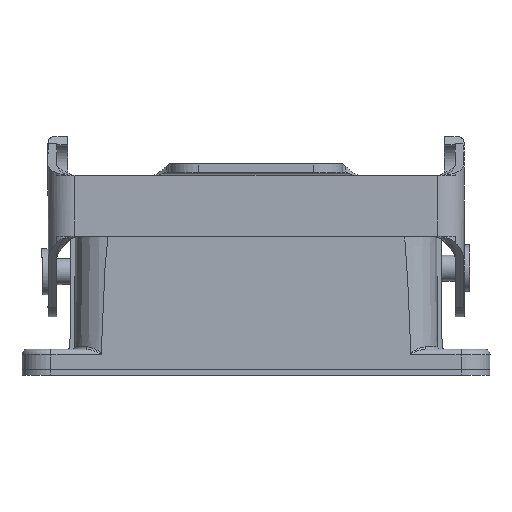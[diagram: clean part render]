
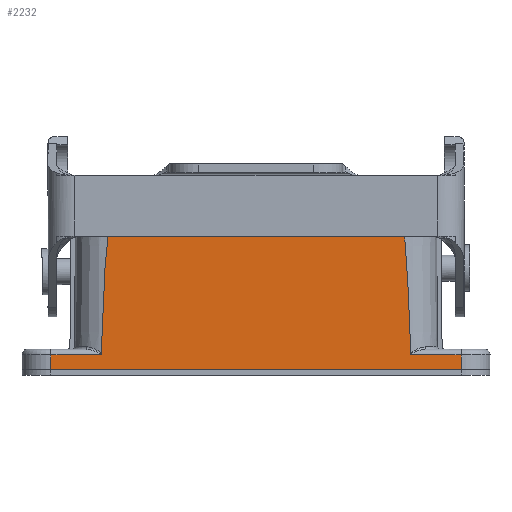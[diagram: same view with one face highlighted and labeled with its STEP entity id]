
A CAD part, front view. The second image highlights one B-rep face of the part: STEP entity #2232.
In plain terms, the highlighted planar face has unit normal (0, -1, 0).
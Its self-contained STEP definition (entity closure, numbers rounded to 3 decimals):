
#1640=B_SPLINE_CURVE_WITH_KNOTS('',3,(#8353,#8354,#8355,#8356),
 .UNSPECIFIED.,.F.,.F.,(4,4),(0.,1.),.UNSPECIFIED.);
#1642=B_SPLINE_CURVE_WITH_KNOTS('',3,(#8398,#8399,#8400,#8401,#8402,#8403,
#8404,#8405,#8406,#8407,#8408,#8409,#8410,#8411,#8412,#8413,#8414,#8415,
#8416,#8417,#8418,#8419,#8420,#8421,#8422,#8423,#8424,#8425,#8426,#8427,
#8428,#8429,#8430,#8431,#8432,#8433,#8434,#8435,#8436,#8437,#8438,#8439,
#8440,#8441,#8442,#8443,#8444,#8445,#8446),.UNSPECIFIED.,.F.,.F.,(4,3,3,
3,3,3,3,3,3,3,3,3,3,3,3,3,4),(0.,0.547,0.696,0.796,
0.863,0.908,0.938,0.958,
0.971,0.981,0.987,0.991,
0.994,0.997,0.998,0.999,
1.),.UNSPECIFIED.);
#1644=B_SPLINE_CURVE_WITH_KNOTS('',3,(#8480,#8481,#8482,#8483,#8484,#8485,
#8486,#8487,#8488,#8489,#8490,#8491,#8492,#8493,#8494,#8495),
 .UNSPECIFIED.,.F.,.F.,(4,2,2,2,2,2,2,4),(0.,0.016,0.031,
0.062,0.125,0.25,0.5,1.),.UNSPECIFIED.);
#1650=B_SPLINE_CURVE_WITH_KNOTS('',3,(#8681,#8682,#8683,#8684),
 .UNSPECIFIED.,.F.,.F.,(4,4),(0.,1.),.UNSPECIFIED.);
#2232=ADVANCED_FACE('',(#2564),#2412,.F.);
#2412=PLANE('',#6198);
#2564=FACE_OUTER_BOUND('',#2840,.T.);
#2840=EDGE_LOOP('',(#3611,#3612,#3613,#3614,#3615,#3616,#3617,#3618,#3619,
#3620));
#3611=ORIENTED_EDGE('',*,*,#4935,.F.);
#3612=ORIENTED_EDGE('',*,*,#4989,.F.);
#3613=ORIENTED_EDGE('',*,*,#4926,.F.);
#3614=ORIENTED_EDGE('',*,*,#4924,.F.);
#3615=ORIENTED_EDGE('',*,*,#4885,.F.);
#3616=ORIENTED_EDGE('',*,*,#4990,.F.);
#3617=ORIENTED_EDGE('',*,*,#4755,.F.);
#3618=ORIENTED_EDGE('',*,*,#4970,.T.);
#3619=ORIENTED_EDGE('',*,*,#4975,.F.);
#3620=ORIENTED_EDGE('',*,*,#4988,.F.);
#4322=VERTEX_POINT('',#7877);
#4323=VERTEX_POINT('',#7879);
#4396=VERTEX_POINT('',#8214);
#4399=VERTEX_POINT('',#8219);
#4426=VERTEX_POINT('',#8357);
#4427=VERTEX_POINT('',#8447);
#4435=VERTEX_POINT('',#8479);
#4436=VERTEX_POINT('',#8496);
#4457=VERTEX_POINT('',#8627);
#4460=VERTEX_POINT('',#8655);
#4755=EDGE_CURVE('',#4322,#4323,#5332,.T.);
#4885=EDGE_CURVE('',#4399,#4396,#5408,.T.);
#4924=EDGE_CURVE('',#4396,#4426,#1640,.T.);
#4926=EDGE_CURVE('',#4426,#4427,#1642,.T.);
#4935=EDGE_CURVE('',#4435,#4436,#1644,.T.);
#4970=EDGE_CURVE('',#4322,#4457,#5451,.T.);
#4975=EDGE_CURVE('',#4460,#4457,#5452,.T.);
#4988=EDGE_CURVE('',#4436,#4460,#1650,.T.);
#4989=EDGE_CURVE('',#4427,#4435,#5458,.T.);
#4990=EDGE_CURVE('',#4323,#4399,#5459,.T.);
#5332=LINE('',#7878,#5669);
#5408=LINE('',#8220,#5745);
#5451=LINE('',#8626,#5788);
#5452=LINE('',#8656,#5789);
#5458=LINE('',#8715,#5795);
#5459=LINE('',#8716,#5796);
#5669=VECTOR('',#6612,1.);
#5745=VECTOR('',#6902,1.);
#5788=VECTOR('',#7061,1.);
#5789=VECTOR('',#7072,1.);
#5795=VECTOR('',#7106,1.);
#5796=VECTOR('',#7107,1.);
#6198=AXIS2_PLACEMENT_3D('',#8717,#7108,#7109);
#6612=DIRECTION('',(-1.,0.,0.));
#6902=DIRECTION('',(1.,0.,0.));
#7061=DIRECTION('',(0.,0.,1.));
#7072=DIRECTION('',(1.,0.,0.));
#7106=DIRECTION('',(1.,0.,0.));
#7107=DIRECTION('',(0.,0.,1.));
#7108=DIRECTION('',(0.,1.,0.));
#7109=DIRECTION('',(1.,0.,0.));
#7877=CARTESIAN_POINT('',(35.5,-14.75,0.));
#7878=CARTESIAN_POINT('',(35.5,-14.75,0.));
#7879=CARTESIAN_POINT('',(-35.5,-14.75,0.));
#8214=CARTESIAN_POINT('',(-26.847,-14.75,2.501));
#8219=CARTESIAN_POINT('',(-35.5,-14.75,2.501));
#8220=CARTESIAN_POINT('',(-35.5,-14.75,2.501));
#8353=CARTESIAN_POINT('',(-26.847,-14.75,2.501));
#8354=CARTESIAN_POINT('',(-26.832,-14.75,2.524));
#8355=CARTESIAN_POINT('',(-26.793,-14.75,2.631));
#8356=CARTESIAN_POINT('',(-26.791,-14.75,2.685));
#8357=CARTESIAN_POINT('',(-26.791,-14.75,2.685));
#8398=CARTESIAN_POINT('',(-26.791,-14.75,2.685));
#8399=CARTESIAN_POINT('',(-26.648,-14.75,6.776));
#8400=CARTESIAN_POINT('',(-26.49,-14.75,10.868));
#8401=CARTESIAN_POINT('',(-26.279,-14.75,14.957));
#8402=CARTESIAN_POINT('',(-26.222,-14.75,16.069));
#8403=CARTESIAN_POINT('',(-26.16,-14.75,17.182));
#8404=CARTESIAN_POINT('',(-26.09,-14.75,18.293));
#8405=CARTESIAN_POINT('',(-26.043,-14.75,19.038));
#8406=CARTESIAN_POINT('',(-25.993,-14.75,19.782));
#8407=CARTESIAN_POINT('',(-25.936,-14.75,20.526));
#8408=CARTESIAN_POINT('',(-25.897,-14.75,21.024));
#8409=CARTESIAN_POINT('',(-25.856,-14.75,21.521));
#8410=CARTESIAN_POINT('',(-25.809,-14.75,22.019));
#8411=CARTESIAN_POINT('',(-25.778,-14.75,22.352));
#8412=CARTESIAN_POINT('',(-25.744,-14.75,22.685));
#8413=CARTESIAN_POINT('',(-25.706,-14.75,23.018));
#8414=CARTESIAN_POINT('',(-25.68,-14.75,23.241));
#8415=CARTESIAN_POINT('',(-25.653,-14.75,23.464));
#8416=CARTESIAN_POINT('',(-25.621,-14.75,23.686));
#8417=CARTESIAN_POINT('',(-25.6,-14.75,23.835));
#8418=CARTESIAN_POINT('',(-25.577,-14.75,23.984));
#8419=CARTESIAN_POINT('',(-25.551,-14.75,24.133));
#8420=CARTESIAN_POINT('',(-25.534,-14.75,24.233));
#8421=CARTESIAN_POINT('',(-25.515,-14.75,24.333));
#8422=CARTESIAN_POINT('',(-25.494,-14.75,24.432));
#8423=CARTESIAN_POINT('',(-25.48,-14.75,24.499));
#8424=CARTESIAN_POINT('',(-25.464,-14.75,24.566));
#8425=CARTESIAN_POINT('',(-25.446,-14.75,24.632));
#8426=CARTESIAN_POINT('',(-25.434,-14.75,24.677));
#8427=CARTESIAN_POINT('',(-25.422,-14.75,24.721));
#8428=CARTESIAN_POINT('',(-25.407,-14.75,24.765));
#8429=CARTESIAN_POINT('',(-25.397,-14.75,24.795));
#8430=CARTESIAN_POINT('',(-25.386,-14.75,24.825));
#8431=CARTESIAN_POINT('',(-25.374,-14.75,24.854));
#8432=CARTESIAN_POINT('',(-25.365,-14.75,24.875));
#8433=CARTESIAN_POINT('',(-25.356,-14.75,24.894));
#8434=CARTESIAN_POINT('',(-25.345,-14.75,24.914));
#8435=CARTESIAN_POINT('',(-25.334,-14.75,24.933));
#8436=CARTESIAN_POINT('',(-25.322,-14.75,24.953));
#8437=CARTESIAN_POINT('',(-25.306,-14.75,24.97));
#8438=CARTESIAN_POINT('',(-25.3,-14.75,24.976));
#8439=CARTESIAN_POINT('',(-25.293,-14.75,24.983));
#8440=CARTESIAN_POINT('',(-25.286,-14.75,24.988));
#8441=CARTESIAN_POINT('',(-25.279,-14.75,24.992));
#8442=CARTESIAN_POINT('',(-25.272,-14.75,24.996));
#8443=CARTESIAN_POINT('',(-25.265,-14.75,24.998));
#8444=CARTESIAN_POINT('',(-25.26,-14.75,24.999));
#8445=CARTESIAN_POINT('',(-25.255,-14.75,25.));
#8446=CARTESIAN_POINT('',(-25.25,-14.75,25.));
#8447=CARTESIAN_POINT('',(-25.25,-14.75,25.));
#8479=CARTESIAN_POINT('',(25.25,-14.75,25.));
#8480=CARTESIAN_POINT('',(25.25,-14.75,25.));
#8481=CARTESIAN_POINT('',(25.37,-14.75,25.));
#8482=CARTESIAN_POINT('',(25.39,-14.75,24.823));
#8483=CARTESIAN_POINT('',(25.458,-14.75,24.598));
#8484=CARTESIAN_POINT('',(25.484,-14.75,24.484));
#8485=CARTESIAN_POINT('',(25.554,-14.75,24.141));
#8486=CARTESIAN_POINT('',(25.59,-14.75,23.909));
#8487=CARTESIAN_POINT('',(25.688,-14.75,23.215));
#8488=CARTESIAN_POINT('',(25.738,-14.75,22.75));
#8489=CARTESIAN_POINT('',(25.875,-14.75,21.355));
#8490=CARTESIAN_POINT('',(25.946,-14.75,20.422));
#8491=CARTESIAN_POINT('',(26.14,-14.75,17.625));
#8492=CARTESIAN_POINT('',(26.241,-14.75,15.758));
#8493=CARTESIAN_POINT('',(26.516,-14.75,10.157));
#8494=CARTESIAN_POINT('',(26.66,-14.75,6.421));
#8495=CARTESIAN_POINT('',(26.791,-14.75,2.685));
#8496=CARTESIAN_POINT('',(26.791,-14.75,2.685));
#8626=CARTESIAN_POINT('',(35.5,-14.75,0.));
#8627=CARTESIAN_POINT('',(35.5,-14.75,2.501));
#8655=CARTESIAN_POINT('',(26.847,-14.75,2.501));
#8656=CARTESIAN_POINT('',(26.848,-14.75,2.501));
#8681=CARTESIAN_POINT('',(26.791,-14.75,2.685));
#8682=CARTESIAN_POINT('',(26.793,-14.75,2.631));
#8683=CARTESIAN_POINT('',(26.844,-14.75,2.508));
#8684=CARTESIAN_POINT('',(26.847,-14.75,2.501));
#8715=CARTESIAN_POINT('',(-25.25,-14.75,25.));
#8716=CARTESIAN_POINT('',(-35.5,-14.75,0.));
#8717=CARTESIAN_POINT('',(35.7,-14.75,-0.2));
